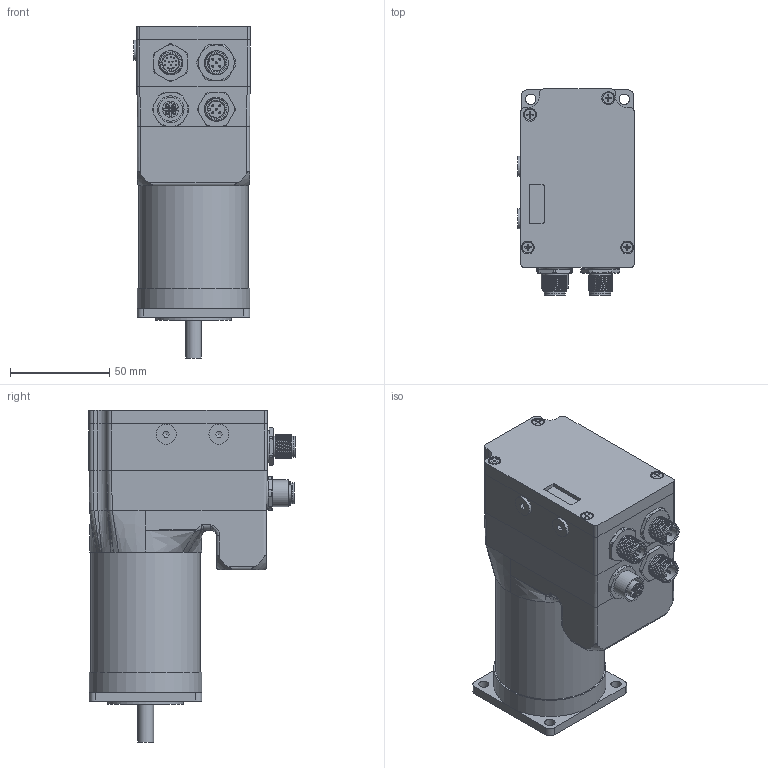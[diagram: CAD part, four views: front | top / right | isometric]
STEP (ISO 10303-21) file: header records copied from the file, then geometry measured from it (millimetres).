
FILE_DESCRIPTION(/* description */ (''),/* implementation_level */ '2;1');
FILE_NAME(/* name */ 'PD4-EB59CD-M-65-2.stp',/* time_stamp */ '2022-02-09T14:09:01+01:00',/* author */ ('angelika.schneid'),/* organization */ (''),/* preprocessor_version */ 'ST-DEVELOPER v17.2',/* originating_system */ 'Autodesk Inventor 2019',/* authorisation */ '');
FILE_SCHEMA (('AUTOMOTIVE_DESIGN { 1 0 10303 214 3 1 1 }'));
Length unit declared in the file: millimetre
Products named in the file (1): Bauteil8
Bounding box: 58.5 x 103.7 x 167.1 mm (x, y, z)
Volume: 346125.8 mm3; surface area: 93504.8 mm2
Topology: 15 solids, 15 shells, 1168 faces, 3280 edges, 2202 vertices
Faces by surface type: plane 435, cylinder 402, cone 194, bspline 82, sphere 29, torus 26
Full cylindrical faces by diameter (mm): 0.6 x12, 1 x22, 1.2 x5, 1.6 x15, 2.459 x6, 2.693 x4, 3 x4, 3.4 x8, 4.917 x2, 5.2 x4, 5.5 x4, 6 x2, 6.5 x3, 8 x2, 10 x3, 10.4 x3, 10.6 x6, 10.8 x24, 11 x2, 12 x25, 13 x2, 13.5 x1, 15.2 x1, 15.3 x4, 21.5 x1, 38.1 x1, 55 x1, 56.6 x1
Entity records: 49501 total; most frequent: CARTESIAN_POINT 18761, ORIENTED_EDGE 6476, DIRECTION 6029, EDGE_CURVE 3238, AXIS2_PLACEMENT_3D 2347, VERTEX_POINT 2200, LINE 1335, VECTOR 1335
